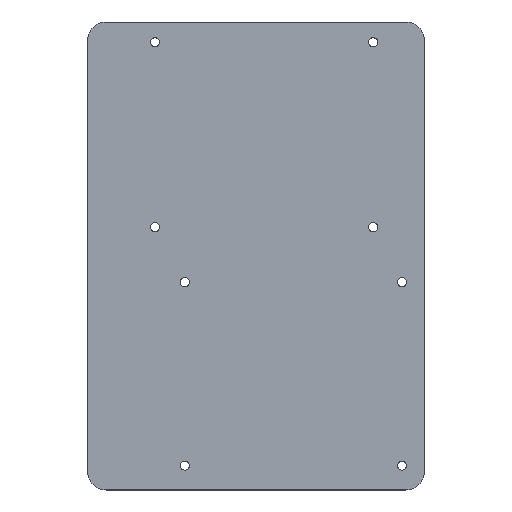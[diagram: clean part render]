
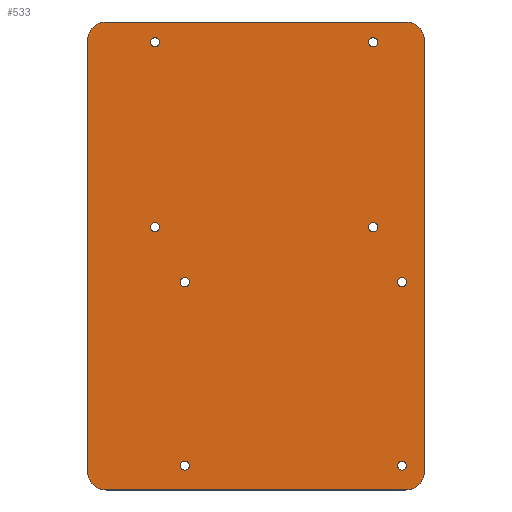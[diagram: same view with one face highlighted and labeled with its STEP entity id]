
A CAD part, top view. The second image highlights one B-rep face of the part: STEP entity #533.
In plain terms, the highlighted planar face has unit normal (0, 0, 1).
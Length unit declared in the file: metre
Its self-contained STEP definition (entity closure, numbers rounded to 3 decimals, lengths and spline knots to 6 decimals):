
#44=LINE('',#857,#62);
#45=LINE('',#862,#63);
#46=LINE('',#866,#64);
#47=LINE('',#870,#65);
#62=VECTOR('',#679,1.);
#63=VECTOR('',#682,1.);
#64=VECTOR('',#685,1.);
#65=VECTOR('',#688,1.);
#80=ORIENTED_EDGE('',*,*,#206,.T.);
#81=ORIENTED_EDGE('',*,*,#207,.F.);
#82=ORIENTED_EDGE('',*,*,#208,.F.);
#83=ORIENTED_EDGE('',*,*,#209,.T.);
#84=ORIENTED_EDGE('',*,*,#210,.F.);
#85=ORIENTED_EDGE('',*,*,#211,.F.);
#86=ORIENTED_EDGE('',*,*,#212,.F.);
#87=ORIENTED_EDGE('',*,*,#213,.T.);
#88=ORIENTED_EDGE('',*,*,#214,.T.);
#89=ORIENTED_EDGE('',*,*,#215,.T.);
#90=ORIENTED_EDGE('',*,*,#216,.T.);
#91=ORIENTED_EDGE('',*,*,#217,.T.);
#92=ORIENTED_EDGE('',*,*,#218,.F.);
#93=ORIENTED_EDGE('',*,*,#219,.T.);
#94=ORIENTED_EDGE('',*,*,#220,.T.);
#95=ORIENTED_EDGE('',*,*,#221,.T.);
#206=EDGE_CURVE('',#269,#269,#321,.T.);
#207=EDGE_CURVE('',#270,#270,#322,.T.);
#208=EDGE_CURVE('',#271,#271,#323,.T.);
#209=EDGE_CURVE('',#272,#272,#324,.T.);
#210=EDGE_CURVE('',#273,#273,#325,.T.);
#211=EDGE_CURVE('',#274,#274,#326,.T.);
#212=EDGE_CURVE('',#275,#276,#44,.T.);
#213=EDGE_CURVE('',#275,#277,#327,.T.);
#214=EDGE_CURVE('',#277,#278,#45,.T.);
#215=EDGE_CURVE('',#278,#279,#328,.T.);
#216=EDGE_CURVE('',#279,#280,#46,.T.);
#217=EDGE_CURVE('',#280,#281,#329,.T.);
#218=EDGE_CURVE('',#282,#281,#47,.T.);
#219=EDGE_CURVE('',#282,#276,#330,.T.);
#220=EDGE_CURVE('',#283,#283,#331,.T.);
#221=EDGE_CURVE('',#284,#284,#332,.T.);
#269=VERTEX_POINT('',#846);
#270=VERTEX_POINT('',#848);
#271=VERTEX_POINT('',#850);
#272=VERTEX_POINT('',#852);
#273=VERTEX_POINT('',#854);
#274=VERTEX_POINT('',#856);
#275=VERTEX_POINT('',#858);
#276=VERTEX_POINT('',#859);
#277=VERTEX_POINT('',#861);
#278=VERTEX_POINT('',#863);
#279=VERTEX_POINT('',#865);
#280=VERTEX_POINT('',#867);
#281=VERTEX_POINT('',#869);
#282=VERTEX_POINT('',#871);
#283=VERTEX_POINT('',#874);
#284=VERTEX_POINT('',#876);
#321=CIRCLE('',#584,0.0012);
#322=CIRCLE('',#585,0.0012);
#323=CIRCLE('',#586,0.0012);
#324=CIRCLE('',#587,0.0012);
#325=CIRCLE('',#588,0.0012);
#326=CIRCLE('',#589,0.0012);
#327=CIRCLE('',#590,0.005);
#328=CIRCLE('',#591,0.005);
#329=CIRCLE('',#592,0.005);
#330=CIRCLE('',#593,0.005);
#331=CIRCLE('',#594,0.0012);
#332=CIRCLE('',#595,0.0012);
#365=EDGE_LOOP('',(#80));
#366=EDGE_LOOP('',(#81));
#367=EDGE_LOOP('',(#82));
#368=EDGE_LOOP('',(#83));
#369=EDGE_LOOP('',(#84));
#370=EDGE_LOOP('',(#85));
#371=EDGE_LOOP('',(#86,#87,#88,#89,#90,#91,#92,#93));
#372=EDGE_LOOP('',(#94));
#373=EDGE_LOOP('',(#95));
#442=FACE_BOUND('',#365,.T.);
#443=FACE_BOUND('',#366,.T.);
#444=FACE_BOUND('',#367,.T.);
#445=FACE_BOUND('',#368,.T.);
#446=FACE_BOUND('',#369,.T.);
#447=FACE_BOUND('',#370,.T.);
#448=FACE_BOUND('',#371,.T.);
#449=FACE_BOUND('',#372,.T.);
#450=FACE_BOUND('',#373,.T.);
#519=PLANE('',#583);
#533=ADVANCED_FACE('',(#442,#443,#444,#445,#446,#447,#448,#449,#450),#519,
 .T.);
#583=AXIS2_PLACEMENT_3D('',#844,#665,#666);
#584=AXIS2_PLACEMENT_3D('',#845,#667,#668);
#585=AXIS2_PLACEMENT_3D('',#847,#669,#670);
#586=AXIS2_PLACEMENT_3D('',#849,#671,#672);
#587=AXIS2_PLACEMENT_3D('',#851,#673,#674);
#588=AXIS2_PLACEMENT_3D('',#853,#675,#676);
#589=AXIS2_PLACEMENT_3D('',#855,#677,#678);
#590=AXIS2_PLACEMENT_3D('',#860,#680,#681);
#591=AXIS2_PLACEMENT_3D('',#864,#683,#684);
#592=AXIS2_PLACEMENT_3D('',#868,#686,#687);
#593=AXIS2_PLACEMENT_3D('',#872,#689,#690);
#594=AXIS2_PLACEMENT_3D('',#873,#691,#692);
#595=AXIS2_PLACEMENT_3D('',#875,#693,#694);
#665=DIRECTION('',(0.,0.,1.));
#666=DIRECTION('',(1.,0.,0.));
#667=DIRECTION('',(0.,0.,-1.));
#668=DIRECTION('',(1.,0.,0.));
#669=DIRECTION('',(0.,0.,1.));
#670=DIRECTION('',(1.,0.,0.));
#671=DIRECTION('',(0.,0.,1.));
#672=DIRECTION('',(1.,0.,0.));
#673=DIRECTION('',(0.,0.,-1.));
#674=DIRECTION('',(1.,0.,0.));
#675=DIRECTION('',(0.,0.,1.));
#676=DIRECTION('',(1.,0.,0.));
#677=DIRECTION('',(0.,0.,1.));
#678=DIRECTION('',(1.,0.,0.));
#679=DIRECTION('',(0.,-1.,0.));
#680=DIRECTION('',(0.,0.,1.));
#681=DIRECTION('',(1.,0.,0.));
#682=DIRECTION('',(-1.,0.,0.));
#683=DIRECTION('',(0.,0.,1.));
#684=DIRECTION('',(1.,0.,0.));
#685=DIRECTION('',(0.,-1.,0.));
#686=DIRECTION('',(0.,0.,1.));
#687=DIRECTION('',(1.,0.,0.));
#688=DIRECTION('',(-1.,0.,0.));
#689=DIRECTION('',(0.,0.,1.));
#690=DIRECTION('',(1.,0.,0.));
#691=DIRECTION('',(0.,0.,-1.));
#692=DIRECTION('',(1.,0.,0.));
#693=DIRECTION('',(0.,0.,-1.));
#694=DIRECTION('',(1.,0.,0.));
#844=CARTESIAN_POINT('',(0.,0.,0.0403));
#845=CARTESIAN_POINT('',(-0.019,-0.007,0.0403));
#846=CARTESIAN_POINT('',(-0.0178,-0.007,0.0403));
#847=CARTESIAN_POINT('',(-0.019,-0.056,0.0403));
#848=CARTESIAN_POINT('',(-0.0178,-0.056,0.0403));
#849=CARTESIAN_POINT('',(0.039,-0.007,0.0403));
#850=CARTESIAN_POINT('',(0.0402,-0.007,0.0403));
#851=CARTESIAN_POINT('',(-0.027,0.0571,0.0403));
#852=CARTESIAN_POINT('',(-0.0258,0.0571,0.0403));
#853=CARTESIAN_POINT('',(-0.027,0.0077,0.0403));
#854=CARTESIAN_POINT('',(-0.0258,0.0077,0.0403));
#855=CARTESIAN_POINT('',(0.0313,0.0571,0.0403));
#856=CARTESIAN_POINT('',(0.0325,0.0571,0.0403));
#857=CARTESIAN_POINT('',(0.045,0.,0.0403));
#858=CARTESIAN_POINT('',(0.045,0.0575,0.0403));
#859=CARTESIAN_POINT('',(0.045,-0.0575,0.0403));
#860=CARTESIAN_POINT('',(0.04,0.0575,0.0403));
#861=CARTESIAN_POINT('',(0.04,0.0625,0.0403));
#862=CARTESIAN_POINT('',(0.,0.0625,0.0403));
#863=CARTESIAN_POINT('',(-0.04,0.0625,0.0403));
#864=CARTESIAN_POINT('',(-0.04,0.0575,0.0403));
#865=CARTESIAN_POINT('',(-0.045,0.0575,0.0403));
#866=CARTESIAN_POINT('',(-0.045,0.,0.0403));
#867=CARTESIAN_POINT('',(-0.045,-0.0575,0.0403));
#868=CARTESIAN_POINT('',(-0.04,-0.0575,0.0403));
#869=CARTESIAN_POINT('',(-0.04,-0.0625,0.0403));
#870=CARTESIAN_POINT('',(0.,-0.0625,0.0403));
#871=CARTESIAN_POINT('',(0.04,-0.0625,0.0403));
#872=CARTESIAN_POINT('',(0.04,-0.0575,0.0403));
#873=CARTESIAN_POINT('',(0.0313,0.0077,0.0403));
#874=CARTESIAN_POINT('',(0.0325,0.0077,0.0403));
#875=CARTESIAN_POINT('',(0.039,-0.056,0.0403));
#876=CARTESIAN_POINT('',(0.0402,-0.056,0.0403));
